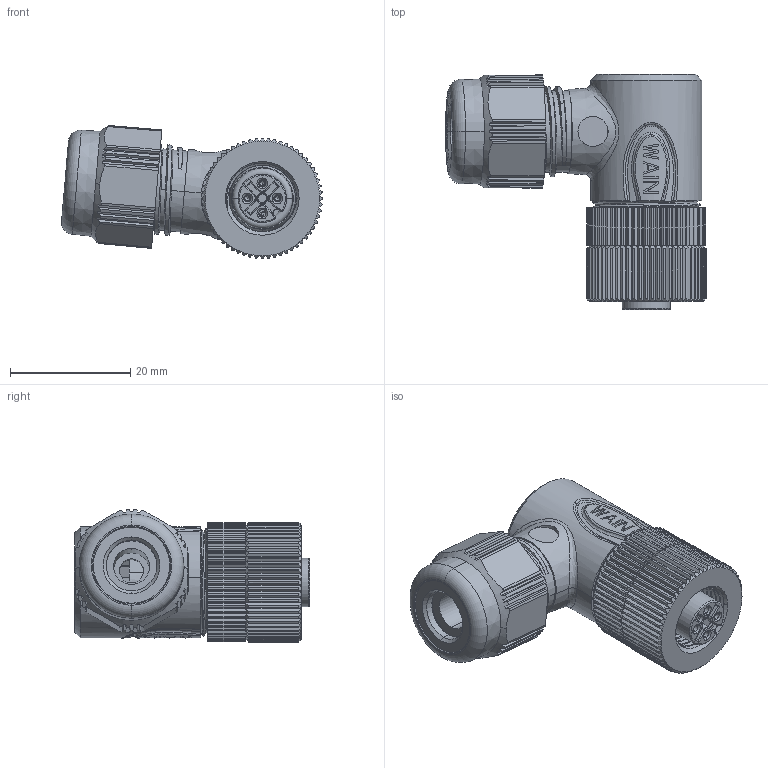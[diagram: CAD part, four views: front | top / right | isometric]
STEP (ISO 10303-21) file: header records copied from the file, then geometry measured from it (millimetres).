
FILE_DESCRIPTION((''),'2;1');
FILE_NAME('3D_1630055213001_M12-F05A-S-D6_','2017-07-14T',('y.wang'),(''),'PRO/ENGINEER BY PARAMETRIC TECHNOLOGY CORPORATION, 2012480','PRO/ENGINEER BY PARAMETRIC TECHNOLOGY CORPORATION, 2012480','');
FILE_SCHEMA(('CONFIG_CONTROL_DESIGN'));
Length unit declared in the file: millimetre
Products named in the file (1): 3D_1630055213001_M12-F05A-S-D6_
Bounding box: 43.39 x 39.1 x 22.12 mm (x, y, z)
Volume: 10904 mm3; surface area: 14382 mm2
Topology: 1 solids, 1 shells, 2001 faces, 5834 edges, 3822 vertices
Faces by surface type: plane 725, cylinder 637, cone 319, bspline 163, torus 92, extrusion 63, sphere 2
Entity records: 99351 total; most frequent: CARTESIAN_POINT 49717, ORIENTED_EDGE 11632, DIRECTION 8769, EDGE_CURVE 5816, VERTEX_POINT 3822, AXIS2_PLACEMENT_3D 3291, B_SPLINE_CURVE_WITH_KNOTS 2239, VECTOR 2187
